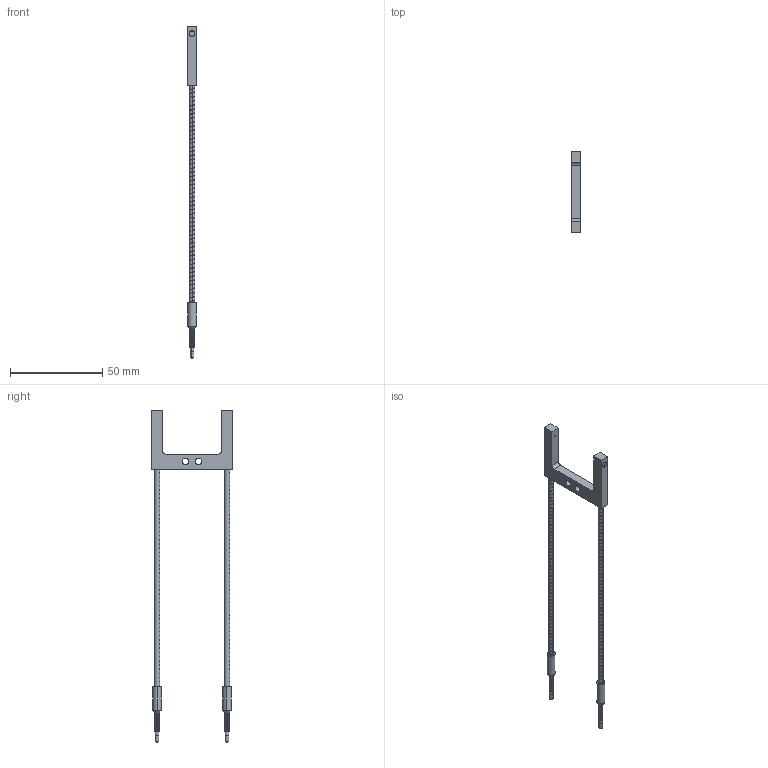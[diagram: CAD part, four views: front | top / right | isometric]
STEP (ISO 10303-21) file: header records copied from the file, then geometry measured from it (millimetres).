
FILE_DESCRIPTION((''),'2;1');
FILE_NAME('193362_ASM','2016-03-02T',('pdmadmin'),(''),'PRO/ENGINEER BY PARAMETRIC TECHNOLOGY CORPORATION, 2013230','PRO/ENGINEER BY PARAMETRIC TECHNOLOGY CORPORATION, 2013230','');
FILE_SCHEMA(('CONFIG_CONTROL_DESIGN'));
Length unit declared in the file: inch
Products named in the file (7): 39494_AF0; 51022; 110533; 112649; 77847_ASM; 77847_POTTING; 193362_ASM
Assembly tree (10 placements, depth 3):
  193362_ASM
    77847_ASM
      39494_AF0
      51022  x2
      110533  x2
      112649  x2
    77847_POTTING  x2
Bounding box: 4.98 x 43.94 x 180 mm (x, y, z)
Volume: 5101.1 mm3; surface area: 14780.8 mm2
Topology: 11 solids, 13 shells, 808 faces, 1920 edges, 1132 vertices
Faces by surface type: cone 276, cylinder 198, torus 156, bspline 132, plane 46
Entity records: 24934 total; most frequent: CARTESIAN_POINT 14676, DIRECTION 2306, ORIENTED_EDGE 2048, EDGE_CURVE 1026, AXIS2_PLACEMENT_3D 970, VERTEX_POINT 610, CIRCLE 584, EDGE_LOOP 444
